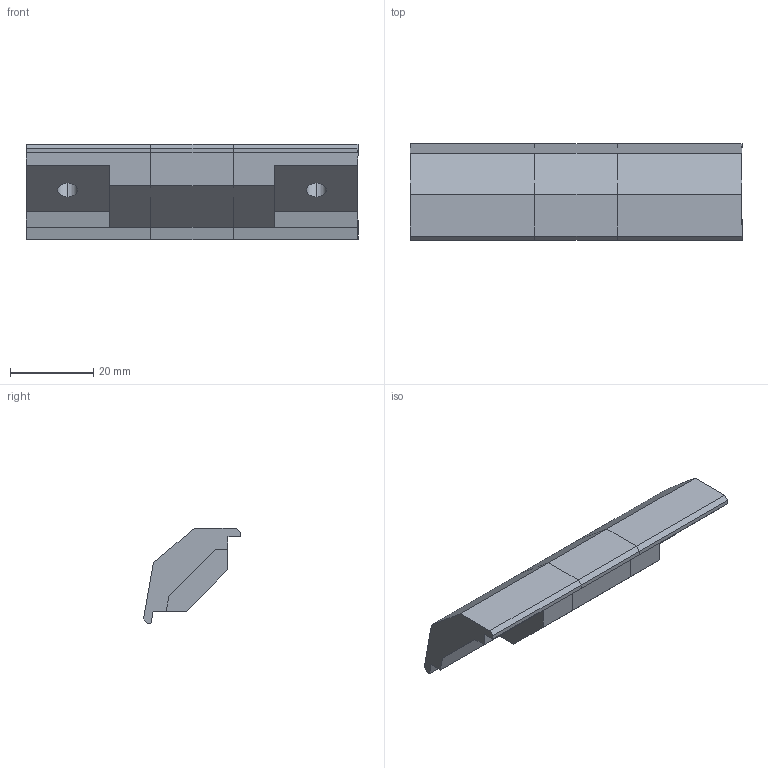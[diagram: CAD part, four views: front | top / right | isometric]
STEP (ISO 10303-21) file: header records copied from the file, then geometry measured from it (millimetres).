
FILE_DESCRIPTION (( 'STEP AP214' ), '1' );
FILE_NAME ('middle 2 V3 150mm.STEP', '2021-07-25T18:49:11', ( '' ), ( '' ), 'SwSTEP 2.0', 'SolidWorks 2020', '' );
FILE_SCHEMA (( 'AUTOMOTIVE_DESIGN' ));
Length unit declared in the file: millimetre
Products named in the file (1): middle 2 V3 150mm
Bounding box: 79.85 x 23.31 x 22.95 mm (x, y, z)
Volume: 18948.2 mm3; surface area: 8060.3 mm2
Topology: 3 solids, 3 shells, 56 faces, 144 edges, 96 vertices
Faces by surface type: plane 52, cylinder 4
Entity records: 2344 total; most frequent: CARTESIAN_POINT 297, ORIENTED_EDGE 288, DIRECTION 266, EDGE_CURVE 144, LINE 136, VECTOR 136, VERTEX_POINT 96, AXIS2_PLACEMENT_3D 65
